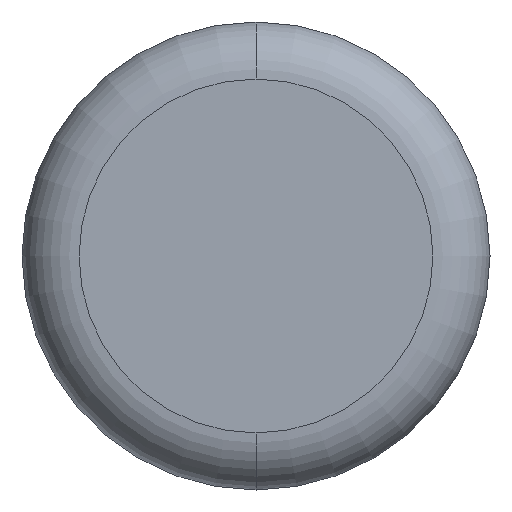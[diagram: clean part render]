
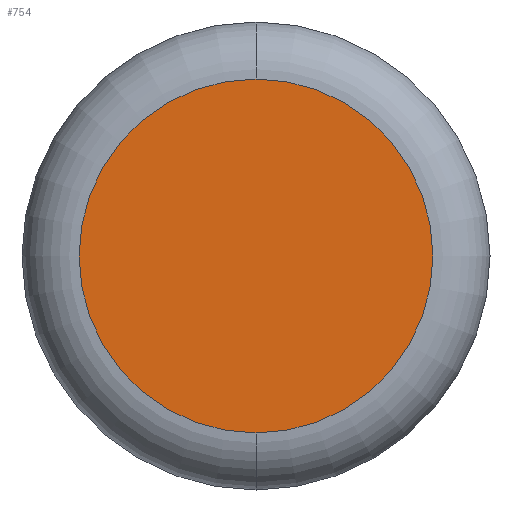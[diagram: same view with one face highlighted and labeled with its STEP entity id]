
A CAD part, front view. The second image highlights one B-rep face of the part: STEP entity #754.
In plain terms, the highlighted planar face has unit normal (0, -1, 0).
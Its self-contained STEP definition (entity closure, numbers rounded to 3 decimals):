
#33 = CARTESIAN_POINT ( 'NONE',  ( 0., 0., 0. ) ) ;
#212 = CARTESIAN_POINT ( 'NONE',  ( 0., 0., 0. ) ) ;
#319 = DIRECTION ( 'NONE',  ( 0., 0., -1. ) ) ;
#333 = PLANE ( 'NONE',  #1008 ) ;
#349 = EDGE_LOOP ( 'NONE', ( #436, #1185 ) ) ;
#380 = VERTEX_POINT ( 'NONE', #1117 ) ;
#436 = ORIENTED_EDGE ( 'NONE', *, *, #858, .T. ) ;
#562 = AXIS2_PLACEMENT_3D ( 'NONE', #33, #1202, #1108 ) ;
#614 = DIRECTION ( 'NONE',  ( 0., 0., -1. ) ) ;
#616 = FACE_OUTER_BOUND ( 'NONE', #349, .T. ) ;
#627 = AXIS2_PLACEMENT_3D ( 'NONE', #663, #904, #614 ) ;
#646 = CIRCLE ( 'NONE', #627, 31. ) ;
#663 = CARTESIAN_POINT ( 'NONE',  ( 0., 0., 0. ) ) ;
#754 = ADVANCED_FACE ( 'NONE', ( #616 ), #333, .T. ) ;
#788 = VERTEX_POINT ( 'NONE', #894 ) ;
#858 = EDGE_CURVE ( 'NONE', #380, #788, #1067, .T. ) ;
#894 = CARTESIAN_POINT ( 'NONE',  ( 0., 0., 31. ) ) ;
#904 = DIRECTION ( 'NONE',  ( 0., -1., 0. ) ) ;
#1003 = EDGE_CURVE ( 'NONE', #788, #380, #646, .T. ) ;
#1008 = AXIS2_PLACEMENT_3D ( 'NONE', #212, #1206, #319 ) ;
#1067 = CIRCLE ( 'NONE', #562, 31. ) ;
#1108 = DIRECTION ( 'NONE',  ( 0., 0., -1. ) ) ;
#1117 = CARTESIAN_POINT ( 'NONE',  ( 0., 0., -31. ) ) ;
#1185 = ORIENTED_EDGE ( 'NONE', *, *, #1003, .T. ) ;
#1202 = DIRECTION ( 'NONE',  ( 0., -1., 0. ) ) ;
#1206 = DIRECTION ( 'NONE',  ( 0., -1., 0. ) ) ;
